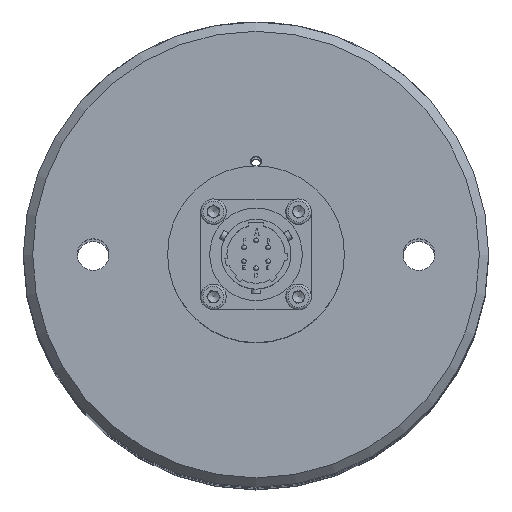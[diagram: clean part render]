
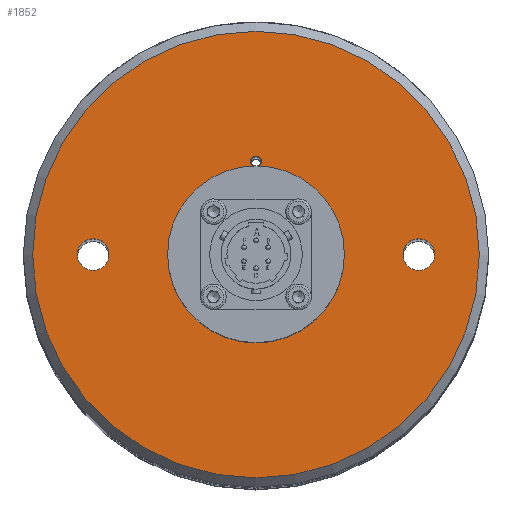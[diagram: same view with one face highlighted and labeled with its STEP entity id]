
A CAD part, top view. The second image highlights one B-rep face of the part: STEP entity #1852.
In plain terms, the highlighted planar face has unit normal (0, 0, 1).
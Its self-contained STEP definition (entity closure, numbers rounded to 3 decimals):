
#43 = CIRCLE ( 'NONE', #684, 3.4 ) ;
#58 = CIRCLE ( 'NONE', #2307, 3.4 ) ;
#268 = CARTESIAN_POINT ( 'NONE',  ( 38.4, 0., 0. ) ) ;
#286 = ORIENTED_EDGE ( 'NONE', *, *, #1013, .F. ) ;
#397 = DIRECTION ( 'NONE',  ( 1., 0., 0. ) ) ;
#419 = CIRCLE ( 'NONE', #1031, 48. ) ;
#470 = CIRCLE ( 'NONE', #517, 1.15 ) ;
#477 = CARTESIAN_POINT ( 'NONE',  ( 0., 20., 0. ) ) ;
#517 = AXIS2_PLACEMENT_3D ( 'NONE', #477, #3123, #874 ) ;
#572 = DIRECTION ( 'NONE',  ( 0., 0., 1. ) ) ;
#684 = AXIS2_PLACEMENT_3D ( 'NONE', #3018, #763, #3416 ) ;
#700 = EDGE_CURVE ( 'NONE', #4736, #4736, #470, .T. ) ;
#741 = EDGE_CURVE ( 'NONE', #4920, #4920, #419, .T. ) ;
#763 = DIRECTION ( 'NONE',  ( 0., 0., 1. ) ) ;
#866 = EDGE_CURVE ( 'NONE', #4692, #4692, #58, .T. ) ;
#874 = DIRECTION ( 'NONE',  ( 1., 0., 0. ) ) ;
#884 = CARTESIAN_POINT ( 'NONE',  ( 0., 0., 0. ) ) ;
#957 = EDGE_LOOP ( 'NONE', ( #3044 ) ) ;
#1013 = EDGE_CURVE ( 'NONE', #4969, #4969, #43, .T. ) ;
#1025 = CARTESIAN_POINT ( 'NONE',  ( 0., 0., 0. ) ) ;
#1031 = AXIS2_PLACEMENT_3D ( 'NONE', #884, #3535, #1291 ) ;
#1061 = CARTESIAN_POINT ( 'NONE',  ( -31.6, 0., 0. ) ) ;
#1178 = PLANE ( 'NONE',  #1722 ) ;
#1281 = ORIENTED_EDGE ( 'NONE', *, *, #3096, .T. ) ;
#1291 = DIRECTION ( 'NONE',  ( 1., 0., 0. ) ) ;
#1424 = DIRECTION ( 'NONE',  ( 1., 0., 0. ) ) ;
#1667 = FACE_BOUND ( 'NONE', #4829, .T. ) ;
#1674 = FACE_BOUND ( 'NONE', #2997, .T. ) ;
#1677 = FACE_BOUND ( 'NONE', #1877, .T. ) ;
#1679 = FACE_OUTER_BOUND ( 'NONE', #957, .T. ) ;
#1697 = FACE_BOUND ( 'NONE', #3665, .T. ) ;
#1722 = AXIS2_PLACEMENT_3D ( 'NONE', #5003, #2657, #397 ) ;
#1852 = ADVANCED_FACE ( 'NONE', ( #1697, #1667, #1677, #1674, #1679 ), #1178, .T. ) ;
#1877 = EDGE_LOOP ( 'NONE', ( #4715 ) ) ;
#2206 = CARTESIAN_POINT ( 'NONE',  ( 48., 0., 0. ) ) ;
#2307 = AXIS2_PLACEMENT_3D ( 'NONE', #2816, #572, #3214 ) ;
#2592 = CARTESIAN_POINT ( 'NONE',  ( 14.25, 0., 0. ) ) ;
#2657 = DIRECTION ( 'NONE',  ( 0., 0., 1. ) ) ;
#2816 = CARTESIAN_POINT ( 'NONE',  ( 35., 0., 0. ) ) ;
#2997 = EDGE_LOOP ( 'NONE', ( #1281 ) ) ;
#3018 = CARTESIAN_POINT ( 'NONE',  ( -35., 0., 0. ) ) ;
#3044 = ORIENTED_EDGE ( 'NONE', *, *, #741, .T. ) ;
#3096 = EDGE_CURVE ( 'NONE', #3492, #3492, #3445, .T. ) ;
#3123 = DIRECTION ( 'NONE',  ( 0., 0., -1. ) ) ;
#3214 = DIRECTION ( 'NONE',  ( 1., 0., 0. ) ) ;
#3350 = ORIENTED_EDGE ( 'NONE', *, *, #866, .F. ) ;
#3416 = DIRECTION ( 'NONE',  ( 1., 0., 0. ) ) ;
#3445 = CIRCLE ( 'NONE', #4390, 14.25 ) ;
#3492 = VERTEX_POINT ( 'NONE', #2592 ) ;
#3535 = DIRECTION ( 'NONE',  ( 0., 0., 1. ) ) ;
#3665 = EDGE_LOOP ( 'NONE', ( #3350 ) ) ;
#3676 = DIRECTION ( 'NONE',  ( 0., 0., -1. ) ) ;
#4390 = AXIS2_PLACEMENT_3D ( 'NONE', #1025, #3676, #1424 ) ;
#4487 = CARTESIAN_POINT ( 'NONE',  ( 1.15, 20., 0. ) ) ;
#4692 = VERTEX_POINT ( 'NONE', #268 ) ;
#4715 = ORIENTED_EDGE ( 'NONE', *, *, #700, .T. ) ;
#4736 = VERTEX_POINT ( 'NONE', #4487 ) ;
#4829 = EDGE_LOOP ( 'NONE', ( #286 ) ) ;
#4920 = VERTEX_POINT ( 'NONE', #2206 ) ;
#4969 = VERTEX_POINT ( 'NONE', #1061 ) ;
#5003 = CARTESIAN_POINT ( 'NONE',  ( 0., 0., 0. ) ) ;
